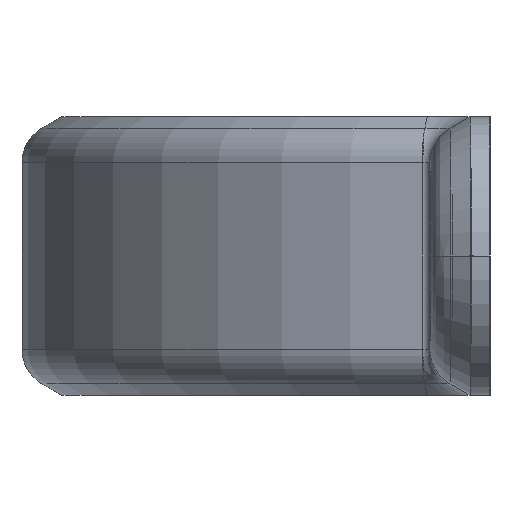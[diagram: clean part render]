
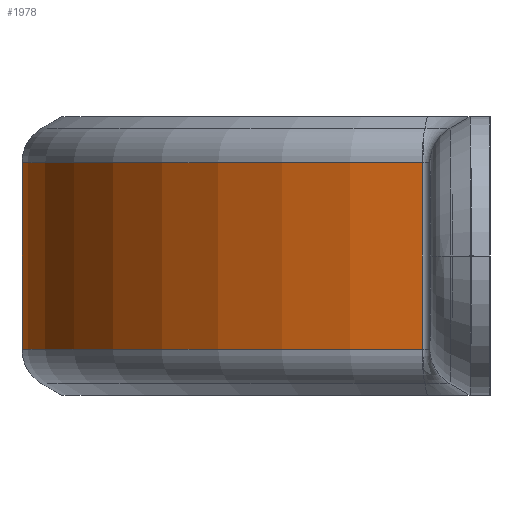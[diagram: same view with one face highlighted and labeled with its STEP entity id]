
A CAD part, left-side view. The second image highlights one B-rep face of the part: STEP entity #1978.
In plain terms, the highlighted cylindrical face has radius 46.078 mm (diameter 92.157 mm), a partial arc.
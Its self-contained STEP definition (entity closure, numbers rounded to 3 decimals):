
#32 = ORIENTED_EDGE ( 'NONE', *, *, #1386, .T. ) ;
#41 = CARTESIAN_POINT ( 'NONE',  ( -45.701, 5.882, 9.381 ) ) ;
#75 = DIRECTION ( 'NONE',  ( -1., 0., 0. ) ) ;
#129 = CARTESIAN_POINT ( 'NONE',  ( 0., 0., -9.381 ) ) ;
#130 = CARTESIAN_POINT ( 'NONE',  ( 0., 46.078, -9.381 ) ) ;
#147 = LINE ( 'NONE', #1484, #1860 ) ;
#170 = EDGE_CURVE ( 'NONE', #232, #1757, #1634, .T. ) ;
#232 = VERTEX_POINT ( 'NONE', #130 ) ;
#335 = EDGE_CURVE ( 'NONE', #1757, #2704, #1780, .T. ) ;
#484 = AXIS2_PLACEMENT_3D ( 'NONE', #536, #1667, #75 ) ;
#536 = CARTESIAN_POINT ( 'NONE',  ( 0., 0., -9.381 ) ) ;
#562 = CARTESIAN_POINT ( 'NONE',  ( 0., 0., 9.381 ) ) ;
#714 = ORIENTED_EDGE ( 'NONE', *, *, #2857, .T. ) ;
#732 = VECTOR ( 'NONE', #2461, 1000. ) ;
#814 = DIRECTION ( 'NONE',  ( -1., 0., 0. ) ) ;
#826 = DIRECTION ( 'NONE',  ( 0., 0., -1. ) ) ;
#833 = ORIENTED_EDGE ( 'NONE', *, *, #170, .T. ) ;
#1141 = ORIENTED_EDGE ( 'NONE', *, *, #2892, .T. ) ;
#1173 = ORIENTED_EDGE ( 'NONE', *, *, #2379, .T. ) ;
#1269 = DIRECTION ( 'NONE',  ( -1., 0., 0. ) ) ;
#1293 = CARTESIAN_POINT ( 'NONE',  ( 45.701, 5.882, 9.381 ) ) ;
#1386 = EDGE_CURVE ( 'NONE', #1625, #1502, #1822, .T. ) ;
#1481 = DIRECTION ( 'NONE',  ( 0., 0., -1. ) ) ;
#1484 = CARTESIAN_POINT ( 'NONE',  ( 45.701, 5.882, 14. ) ) ;
#1502 = VERTEX_POINT ( 'NONE', #1293 ) ;
#1532 = CARTESIAN_POINT ( 'NONE',  ( -45.701, 5.882, 14. ) ) ;
#1625 = VERTEX_POINT ( 'NONE', #2766 ) ;
#1634 = CIRCLE ( 'NONE', #484, 46.078 ) ;
#1667 = DIRECTION ( 'NONE',  ( 0., 0., 1. ) ) ;
#1676 = AXIS2_PLACEMENT_3D ( 'NONE', #2587, #2138, #2636 ) ;
#1757 = VERTEX_POINT ( 'NONE', #2389 ) ;
#1771 = CARTESIAN_POINT ( 'NONE',  ( 0., 0., 0. ) ) ;
#1780 = LINE ( 'NONE', #1532, #732 ) ;
#1785 = CYLINDRICAL_SURFACE ( 'NONE', #2162, 46.078 ) ;
#1822 = CIRCLE ( 'NONE', #1676, 46.078 ) ;
#1860 = VECTOR ( 'NONE', #826, 1000. ) ;
#1978 = ADVANCED_FACE ( 'NONE', ( #1984 ), #1785, .T. ) ;
#1981 = EDGE_LOOP ( 'NONE', ( #1173, #714, #833, #2376, #1141, #32 ) ) ;
#1984 = FACE_OUTER_BOUND ( 'NONE', #1981, .T. ) ;
#2027 = VERTEX_POINT ( 'NONE', #2478 ) ;
#2050 = AXIS2_PLACEMENT_3D ( 'NONE', #562, #1481, #2187 ) ;
#2138 = DIRECTION ( 'NONE',  ( 0., 0., -1. ) ) ;
#2162 = AXIS2_PLACEMENT_3D ( 'NONE', #1771, #2886, #814 ) ;
#2187 = DIRECTION ( 'NONE',  ( 1., 0., 0. ) ) ;
#2222 = DIRECTION ( 'NONE',  ( 0., 0., 1. ) ) ;
#2376 = ORIENTED_EDGE ( 'NONE', *, *, #335, .T. ) ;
#2379 = EDGE_CURVE ( 'NONE', #1502, #2027, #147, .T. ) ;
#2389 = CARTESIAN_POINT ( 'NONE',  ( -45.701, 5.882, -9.381 ) ) ;
#2461 = DIRECTION ( 'NONE',  ( 0., 0., 1. ) ) ;
#2478 = CARTESIAN_POINT ( 'NONE',  ( 45.701, 5.882, -9.381 ) ) ;
#2582 = AXIS2_PLACEMENT_3D ( 'NONE', #129, #2222, #1269 ) ;
#2587 = CARTESIAN_POINT ( 'NONE',  ( 0., 0., 9.381 ) ) ;
#2632 = CIRCLE ( 'NONE', #2050, 46.078 ) ;
#2636 = DIRECTION ( 'NONE',  ( 1., 0., 0. ) ) ;
#2704 = VERTEX_POINT ( 'NONE', #41 ) ;
#2766 = CARTESIAN_POINT ( 'NONE',  ( 0., 46.078, 9.381 ) ) ;
#2857 = EDGE_CURVE ( 'NONE', #2027, #232, #2920, .T. ) ;
#2886 = DIRECTION ( 'NONE',  ( 0., 0., -1. ) ) ;
#2892 = EDGE_CURVE ( 'NONE', #2704, #1625, #2632, .T. ) ;
#2920 = CIRCLE ( 'NONE', #2582, 46.078 ) ;
